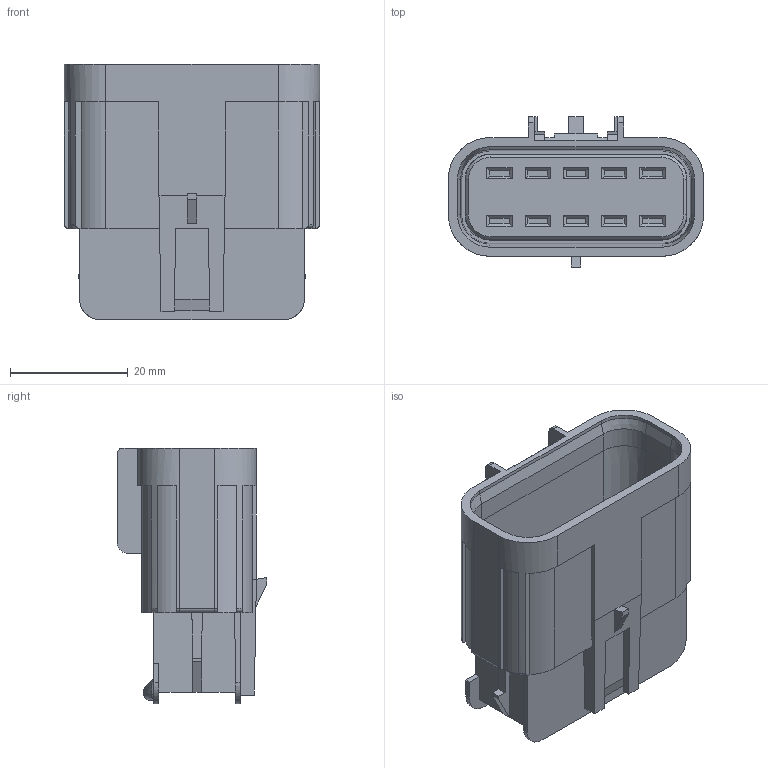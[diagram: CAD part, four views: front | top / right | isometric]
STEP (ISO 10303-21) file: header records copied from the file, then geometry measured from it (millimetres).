
FILE_DESCRIPTION(/* description */ (''),/* implementation_level */ '2;1');
FILE_NAME(/* name */ '15326661-ENV11_04-CONN.stp',/* time_stamp */ '2024-01-25T10:58:36+08:00',/* author */ (''),/* organization */ (''),/* preprocessor_version */ 'ST-DEVELOPER v16',/* originating_system */ 'SIEMENS PLM Software NX 11.0',/* authorisation */ '');
FILE_SCHEMA (('AUTOMOTIVE_DESIGN { 1 0 10303 214 3 1 1 1 }'));
Length unit declared in the file: millimetre
Products named in the file (1): 15326661-ENV11_04-CONN
Bounding box: 43.3 x 25.45 x 43.4 mm (x, y, z)
Volume: 18947.8 mm3; surface area: 11379.1 mm2
Topology: 1 solids, 1 shells, 313 faces, 790 edges, 489 vertices
Faces by surface type: plane 237, cylinder 36, cone 18, torus 10, sphere 6, bspline 6
Entity records: 9454 total; most frequent: CARTESIAN_POINT 1961, ORIENTED_EDGE 1572, DIRECTION 1496, EDGE_CURVE 786, LINE 628, VECTOR 628, VERTEX_POINT 489, AXIS2_PLACEMENT_3D 434
